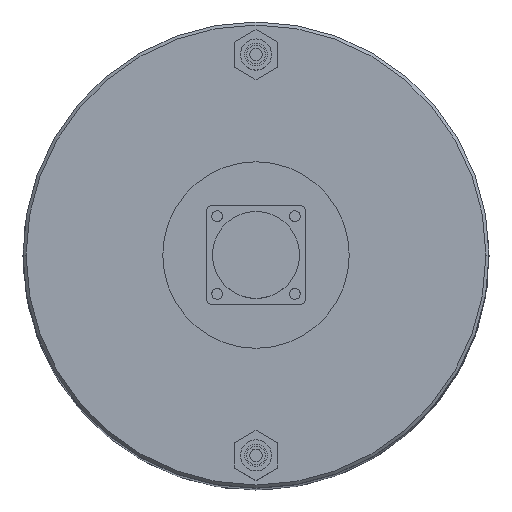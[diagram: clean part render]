
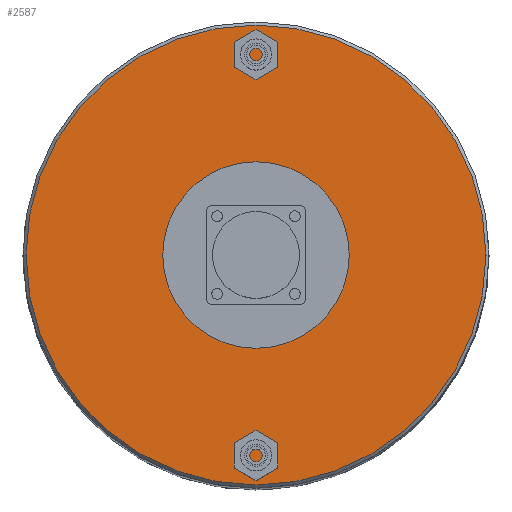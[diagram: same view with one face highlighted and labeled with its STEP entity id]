
A CAD part, top view. The second image highlights one B-rep face of the part: STEP entity #2587.
In plain terms, the highlighted face is planar.
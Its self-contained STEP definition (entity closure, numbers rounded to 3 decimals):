
#259 = CIRCLE ( 'NONE', #5186, 74. ) ;
#374 = ORIENTED_EDGE ( 'NONE', *, *, #1367, .F. ) ;
#396 = CARTESIAN_POINT ( 'NONE',  ( 2., 0., 0. ) ) ;
#500 = EDGE_LOOP ( 'NONE', ( #374, #1361 ) ) ;
#1180 = EDGE_LOOP ( 'NONE', ( #2237, #3388 ) ) ;
#1238 = FACE_BOUND ( 'NONE', #500, .T. ) ;
#1316 = CIRCLE ( 'NONE', #5061, 30. ) ;
#1361 = ORIENTED_EDGE ( 'NONE', *, *, #5145, .F. ) ;
#1367 = EDGE_CURVE ( 'NONE', #3236, #4270, #1316, .T. ) ;
#1454 = DIRECTION ( 'NONE',  ( 0., 0., -1. ) ) ;
#1466 = DIRECTION ( 'NONE',  ( -1., 0., 0. ) ) ;
#1595 = DIRECTION ( 'NONE',  ( 0., 0., 1. ) ) ;
#1640 = CIRCLE ( 'NONE', #2864, 74. ) ;
#1743 = CARTESIAN_POINT ( 'NONE',  ( 2., 0., -30. ) ) ;
#2004 = DIRECTION ( 'NONE',  ( -1., 0., 0. ) ) ;
#2237 = ORIENTED_EDGE ( 'NONE', *, *, #3514, .T. ) ;
#2412 = DIRECTION ( 'NONE',  ( -1., 0., 0. ) ) ;
#2463 = CIRCLE ( 'NONE', #2720, 30. ) ;
#2587 = ADVANCED_FACE ( 'NONE', ( #1238, #4415 ), #2707, .F. ) ;
#2615 = CARTESIAN_POINT ( 'NONE',  ( 2., 0., 30. ) ) ;
#2707 = PLANE ( 'NONE',  #3780 ) ;
#2720 = AXIS2_PLACEMENT_3D ( 'NONE', #4394, #1466, #4355 ) ;
#2864 = AXIS2_PLACEMENT_3D ( 'NONE', #396, #2004, #1595 ) ;
#3109 = CARTESIAN_POINT ( 'NONE',  ( 2., 74., 0. ) ) ;
#3236 = VERTEX_POINT ( 'NONE', #2615 ) ;
#3298 = DIRECTION ( 'NONE',  ( -1., 0., 0. ) ) ;
#3373 = CARTESIAN_POINT ( 'NONE',  ( 2., 0., 74. ) ) ;
#3388 = ORIENTED_EDGE ( 'NONE', *, *, #4118, .T. ) ;
#3514 = EDGE_CURVE ( 'NONE', #4920, #4290, #259, .T. ) ;
#3645 = DIRECTION ( 'NONE',  ( 0., 0., 1. ) ) ;
#3780 = AXIS2_PLACEMENT_3D ( 'NONE', #3109, #5154, #1454 ) ;
#4118 = EDGE_CURVE ( 'NONE', #4290, #4920, #1640, .T. ) ;
#4270 = VERTEX_POINT ( 'NONE', #1743 ) ;
#4290 = VERTEX_POINT ( 'NONE', #3373 ) ;
#4355 = DIRECTION ( 'NONE',  ( 0., 0., 1. ) ) ;
#4394 = CARTESIAN_POINT ( 'NONE',  ( 2., 0., 0. ) ) ;
#4415 = FACE_OUTER_BOUND ( 'NONE', #1180, .T. ) ;
#4476 = CARTESIAN_POINT ( 'NONE',  ( 2., 0., 0. ) ) ;
#4920 = VERTEX_POINT ( 'NONE', #5024 ) ;
#4958 = CARTESIAN_POINT ( 'NONE',  ( 2., 0., 0. ) ) ;
#5024 = CARTESIAN_POINT ( 'NONE',  ( 2., 0., -74. ) ) ;
#5027 = DIRECTION ( 'NONE',  ( 0., 0., 1. ) ) ;
#5061 = AXIS2_PLACEMENT_3D ( 'NONE', #4958, #3298, #5027 ) ;
#5145 = EDGE_CURVE ( 'NONE', #4270, #3236, #2463, .T. ) ;
#5154 = DIRECTION ( 'NONE',  ( 1., 0., 0. ) ) ;
#5186 = AXIS2_PLACEMENT_3D ( 'NONE', #4476, #2412, #3645 ) ;
